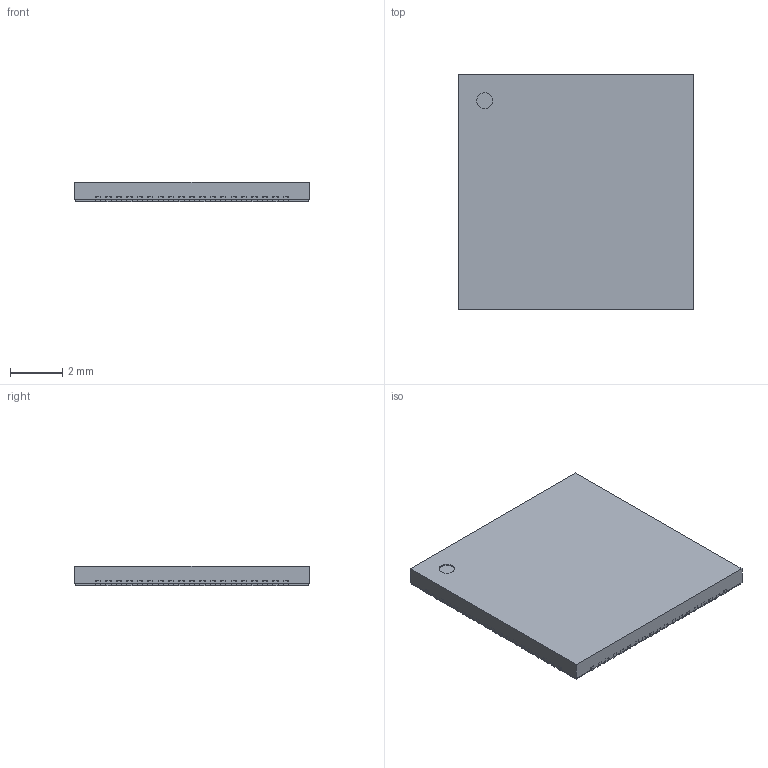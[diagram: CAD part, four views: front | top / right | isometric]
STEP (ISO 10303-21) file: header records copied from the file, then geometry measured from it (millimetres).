
FILE_DESCRIPTION(('STEP AP214'),'1');
FILE_NAME('X9W2_3D_POD.step','2024-03-14T09:01:00',(' '),('ANSOFT Corporation'),'Spatial InterOp 3D',' ',' ');
FILE_SCHEMA(('AUTOMOTIVE_DESIGN { 1 0 10303 214 1 1 1 1 }'));
Length unit declared in the file: millimetre
Products named in the file (1): LF_1
Bounding box: 9 x 9 x 0.75 mm (x, y, z)
Volume: 59.8 mm3; surface area: 306 mm2
Topology: 78 solids, 78 shells, 1698 faces, 4620 edges, 3080 vertices
Faces by surface type: plane 1392, cylinder 306
Entity records: 67548 total; most frequent: CARTESIAN_POINT 9476, ORIENTED_EDGE 9240, DIRECTION 8784, EDGE_CURVE 4620, LINE 4008, VECTOR 4008, VERTEX_POINT 3080, AXIS2_PLACEMENT_3D 2388
